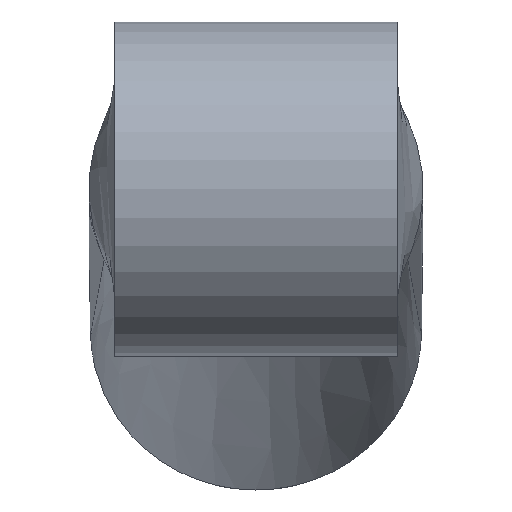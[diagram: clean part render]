
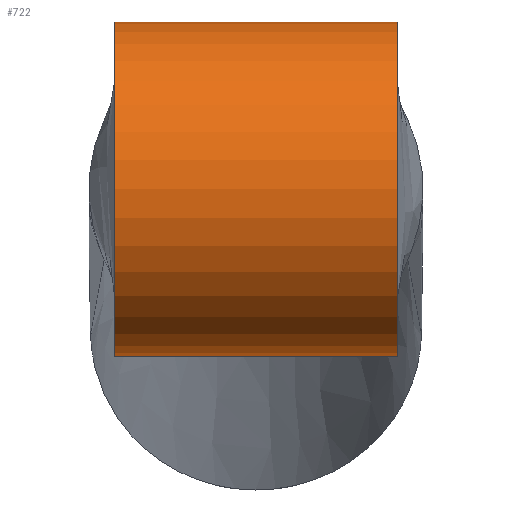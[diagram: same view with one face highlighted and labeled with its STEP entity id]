
A CAD part, top view. The second image highlights one B-rep face of the part: STEP entity #722.
In plain terms, the highlighted cylindrical face has radius 32.5 mm (diameter 65 mm), a partial arc.
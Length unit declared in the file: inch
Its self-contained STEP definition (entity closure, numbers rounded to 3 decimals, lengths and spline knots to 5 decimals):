
#27=CYLINDRICAL_SURFACE('',#787,1.27953);
#60=LINE('',#2183,#96);
#62=LINE('',#2187,#98);
#96=VECTOR('',#909,0.3937);
#98=VECTOR('',#913,0.3937);
#135=FACE_OUTER_BOUND('',#173,.T.);
#173=EDGE_LOOP('',(#609,#610,#611,#612));
#242=CIRCLE('',#785,1.27953);
#243=CIRCLE('',#788,1.27953);
#308=VERTEX_POINT('',#2176);
#309=VERTEX_POINT('',#2178);
#310=VERTEX_POINT('',#2182);
#311=VERTEX_POINT('',#2186);
#409=EDGE_CURVE('',#309,#308,#242,.T.);
#411=EDGE_CURVE('',#309,#310,#60,.T.);
#413=EDGE_CURVE('',#308,#311,#62,.T.);
#414=EDGE_CURVE('',#311,#310,#243,.T.);
#609=ORIENTED_EDGE('',*,*,#411,.F.);
#610=ORIENTED_EDGE('',*,*,#409,.T.);
#611=ORIENTED_EDGE('',*,*,#413,.T.);
#612=ORIENTED_EDGE('',*,*,#414,.T.);
#722=ADVANCED_FACE('',(#135),#27,.T.);
#785=AXIS2_PLACEMENT_3D('',#2179,#904,#905);
#787=AXIS2_PLACEMENT_3D('',#2185,#911,#912);
#788=AXIS2_PLACEMENT_3D('',#2188,#914,#915);
#904=DIRECTION('center_axis',(1.,0.,0.));
#905=DIRECTION('ref_axis',(0.,-1.,0.));
#909=DIRECTION('',(1.,0.,0.));
#911=DIRECTION('center_axis',(-1.,0.,0.));
#912=DIRECTION('ref_axis',(0.,-1.,0.));
#913=DIRECTION('',(1.,0.,0.));
#914=DIRECTION('center_axis',(-1.,0.,0.));
#915=DIRECTION('ref_axis',(0.,-1.,0.));
#2176=CARTESIAN_POINT('',(-1.08268,-1.27953,0.));
#2178=CARTESIAN_POINT('',(-1.08268,1.27953,0.));
#2179=CARTESIAN_POINT('Origin',(-1.08268,0.,0.));
#2182=CARTESIAN_POINT('',(1.08268,1.27953,0.));
#2183=CARTESIAN_POINT('',(0.,1.27953,0.));
#2185=CARTESIAN_POINT('Origin',(0.,0.,0.));
#2186=CARTESIAN_POINT('',(1.08268,-1.27953,0.));
#2187=CARTESIAN_POINT('',(0.,-1.27953,0.));
#2188=CARTESIAN_POINT('Origin',(1.08268,0.,0.));
